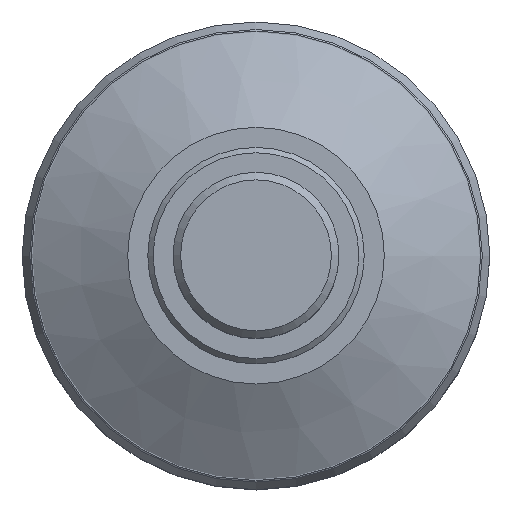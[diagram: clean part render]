
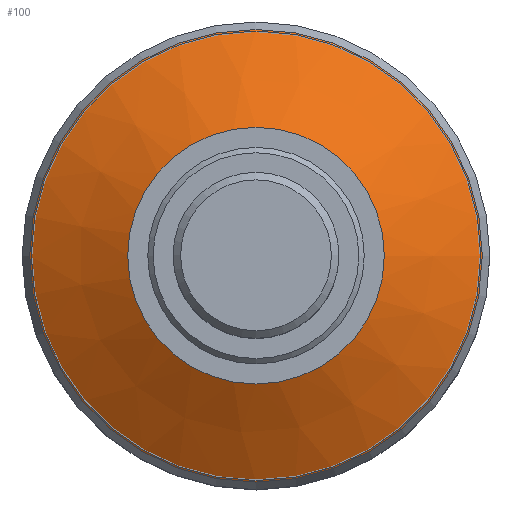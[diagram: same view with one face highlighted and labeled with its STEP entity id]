
A CAD part, top view. The second image highlights one B-rep face of the part: STEP entity #100.
In plain terms, the highlighted conical face has half-angle 59.894 degrees and reference radius 8.508 mm.
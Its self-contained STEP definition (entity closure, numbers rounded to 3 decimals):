
#60=CONICAL_SURFACE('',#282,8.508,59.894);
#72=FACE_BOUND('',#133,.T.);
#73=FACE_BOUND('',#134,.T.);
#100=ADVANCED_FACE('',(#72,#73),#60,.T.);
#133=EDGE_LOOP('',(#167));
#134=EDGE_LOOP('',(#168));
#167=ORIENTED_EDGE('',*,*,#215,.T.);
#168=ORIENTED_EDGE('',*,*,#214,.F.);
#197=VERTEX_POINT('',#403);
#198=VERTEX_POINT('',#406);
#214=EDGE_CURVE('',#197,#197,#231,.T.);
#215=EDGE_CURVE('',#198,#198,#232,.T.);
#231=CIRCLE('',#279,8.508);
#232=CIRCLE('',#281,15.);
#279=AXIS2_PLACEMENT_3D('',#402,#329,#330);
#281=AXIS2_PLACEMENT_3D('',#405,#333,#334);
#282=AXIS2_PLACEMENT_3D('',#407,#335,#336);
#329=DIRECTION('',(0.,0.,1.));
#330=DIRECTION('',(1.,0.,0.));
#333=DIRECTION('',(0.,0.,1.));
#334=DIRECTION('',(1.,0.,0.));
#335=DIRECTION('',(0.,0.,-1.));
#336=DIRECTION('',(1.,0.,0.));
#402=CARTESIAN_POINT('',(0.,0.,-1.372));
#403=CARTESIAN_POINT('',(8.508,0.,-1.372));
#405=CARTESIAN_POINT('',(0.,0.,-5.136));
#406=CARTESIAN_POINT('',(15.,0.,-5.136));
#407=CARTESIAN_POINT('',(0.,0.,-1.372));
